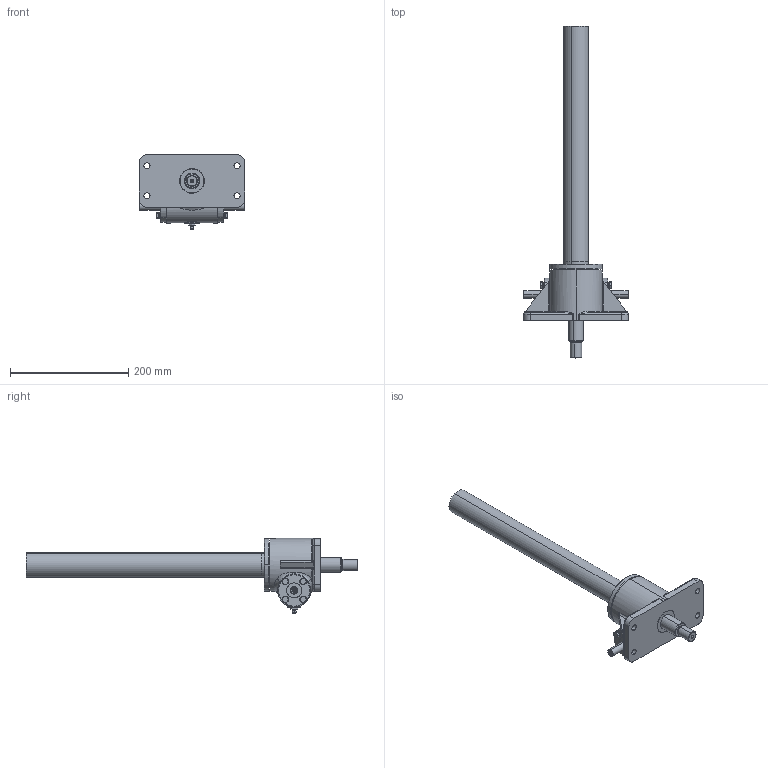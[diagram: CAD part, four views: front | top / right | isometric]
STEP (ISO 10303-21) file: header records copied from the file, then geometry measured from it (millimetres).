
FILE_DESCRIPTION (( 'STEP AP203' ), '1' );
FILE_NAME ('TM1801-16.STEP', '2026-03-04T06:30:32', ( '' ), ( '' ), 'SwSTEP 2.0', 'SolidWorks 2024', '' );
FILE_SCHEMA (( 'CONFIG_CONTROL_DESIGN' ));
Length unit declared in the file: millimetre
Products named in the file (24): M-SK2001-2R1; hhs(grade b)_is_IS 1364 HHS(Grade B)- M6 x 25-N; M-SK1802-1R1; TM1801-16; oil seal; M-L5016-16; T126W-904A5-TheTimkenCompany-3D-11-03-2025.stp; M-SK1802-3; M-SK1802-11R1; plain washer (type b)_is_IS 2016 B- 6.6; GN_1_8_BSP; radial ball bearing_68_skf_SKF - 6002 - 12,SI,NC,12_68; M-SK1802-4; M-SK2176-1R1; M-L5018-16R1; spring lock washer 6735_is_IS 6735- 6
Assembly tree (35 placements, depth 2):
  TM1801-16
    M-SK1802-1R1
    M-SK2001-2R1
    M-L5018-16R1
    M-SK1802-11R1
    M-SK2176-1R1
    M-L5016-16
    M-SK1802-3
    M-SK1802-11R1
    hhs(grade b)_is_IS 1364 HHS(Grade B)- M6 x 25-N
    spring lock washer 6735_is_IS 6735- 6  x8
    hhs(grade b)_is_IS 1364 HHS(Grade B)- M6 x 25-N
    hhs(grade b)_is_IS 1364 HHS(Grade B)- M6 x 25-N
    hhs(grade b)_is_IS 1364 HHS(Grade B)- M6 x 25-N
    GN_1_8_BSP
    hhs(grade b)_is_IS 1364 HHS(Grade B)- M6 x 25-N
    hhs(grade b)_is_IS 1364 HHS(Grade B)- M6 x 25-N
    hhs(grade b)_is_IS 1364 HHS(Grade B)- M6 x 25-N
    hhs(grade b)_is_IS 1364 HHS(Grade B)- M6 x 25-N
    plain washer (type b)_is_IS 2016 B- 6.6  x8
    oil seal  x2
  T126W-904A5-TheTimkenCompany-3D-11-03-2025.stp
  radial ball bearing_68_skf_SKF - 6002 - 12,SI,NC,12_68
  M-SK1802-4
Bounding box: 177.8 x 561.98 x 127.05 mm (x, y, z)
Volume: 873641 mm3; surface area: 289595.5 mm2
Topology: 37 solids, 37 shells, 700 faces, 1662 edges, 1037 vertices
Faces by surface type: cylinder 273, plane 212, cone 124, torus 53, bspline 20, sphere 18
Entity records: 22909 total; most frequent: CARTESIAN_POINT 6605, DIRECTION 2982, ORIENTED_EDGE 2712, EDGE_CURVE 1356, AXIS2_PLACEMENT_3D 1251, VERTEX_POINT 850, CIRCLE 658, EDGE_LOOP 648
